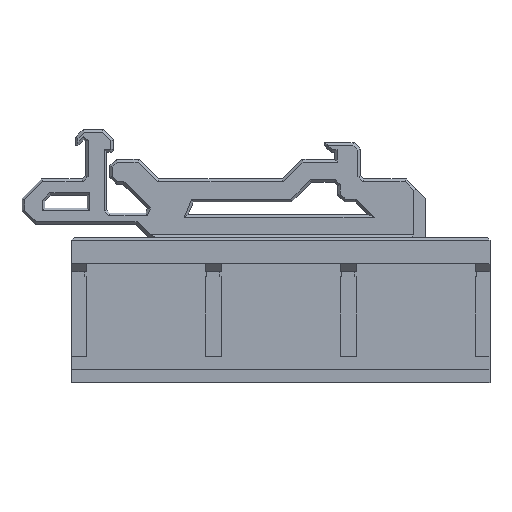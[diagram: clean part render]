
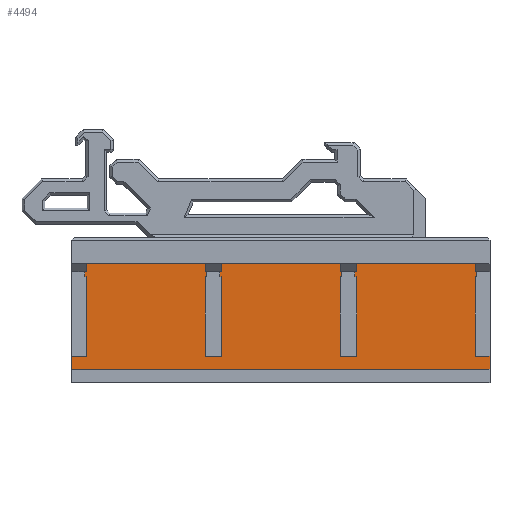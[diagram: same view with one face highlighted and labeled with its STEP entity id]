
A CAD part, top view. The second image highlights one B-rep face of the part: STEP entity #4494.
In plain terms, the highlighted planar face has unit normal (0, 0, 1).
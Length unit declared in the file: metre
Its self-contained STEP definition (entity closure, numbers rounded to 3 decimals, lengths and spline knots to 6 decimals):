
#78=FACE_OUTER_BOUND('',#346,.T.);
#346=EDGE_LOOP('',(#3255,#3256,#3257,#3258,#3259,#3260,#3261,#3262,#3263,
#3264,#3265,#3266,#3267,#3268,#3269,#3270));
#726=LINE('',#6511,#1369);
#755=LINE('',#6570,#1398);
#778=LINE('',#6619,#1421);
#799=LINE('',#6660,#1442);
#826=LINE('',#6711,#1469);
#848=LINE('',#6752,#1491);
#849=LINE('',#6754,#1492);
#850=LINE('',#6755,#1493);
#851=LINE('',#6756,#1494);
#852=LINE('',#6758,#1495);
#853=LINE('',#6760,#1496);
#854=LINE('',#6762,#1497);
#855=LINE('',#6763,#1498);
#856=LINE('',#6765,#1499);
#857=LINE('',#6767,#1500);
#858=LINE('',#6768,#1501);
#1369=VECTOR('',#5200,1.);
#1398=VECTOR('',#5241,1.);
#1421=VECTOR('',#5274,1.);
#1442=VECTOR('',#5303,1.);
#1469=VECTOR('',#5342,1.);
#1491=VECTOR('',#5380,1.);
#1492=VECTOR('',#5381,1.);
#1493=VECTOR('',#5382,1.);
#1494=VECTOR('',#5383,1.);
#1495=VECTOR('',#5384,1.);
#1496=VECTOR('',#5385,1.);
#1497=VECTOR('',#5386,1.);
#1498=VECTOR('',#5387,1.);
#1499=VECTOR('',#5388,1.);
#1500=VECTOR('',#5389,1.);
#1501=VECTOR('',#5390,1.);
#1997=VERTEX_POINT('',#6508);
#1998=VERTEX_POINT('',#6510);
#2021=VERTEX_POINT('',#6567);
#2022=VERTEX_POINT('',#6569);
#2041=VERTEX_POINT('',#6615);
#2043=VERTEX_POINT('',#6618);
#2057=VERTEX_POINT('',#6656);
#2059=VERTEX_POINT('',#6659);
#2075=VERTEX_POINT('',#6705);
#2088=VERTEX_POINT('',#6751);
#2089=VERTEX_POINT('',#6753);
#2090=VERTEX_POINT('',#6757);
#2091=VERTEX_POINT('',#6759);
#2092=VERTEX_POINT('',#6761);
#2093=VERTEX_POINT('',#6764);
#2094=VERTEX_POINT('',#6766);
#2403=EDGE_CURVE('',#1998,#1997,#726,.T.);
#2432=EDGE_CURVE('',#2021,#2022,#755,.T.);
#2455=EDGE_CURVE('',#2041,#2043,#778,.T.);
#2476=EDGE_CURVE('',#2057,#2059,#799,.T.);
#2503=EDGE_CURVE('',#1998,#2075,#826,.T.);
#2525=EDGE_CURVE('',#2088,#2057,#848,.T.);
#2526=EDGE_CURVE('',#2088,#2089,#849,.T.);
#2527=EDGE_CURVE('',#2089,#2075,#850,.T.);
#2528=EDGE_CURVE('',#2022,#1997,#851,.T.);
#2529=EDGE_CURVE('',#2090,#2021,#852,.T.);
#2530=EDGE_CURVE('',#2091,#2090,#853,.T.);
#2531=EDGE_CURVE('',#2091,#2092,#854,.T.);
#2532=EDGE_CURVE('',#2092,#2043,#855,.T.);
#2533=EDGE_CURVE('',#2093,#2041,#856,.T.);
#2534=EDGE_CURVE('',#2093,#2094,#857,.T.);
#2535=EDGE_CURVE('',#2094,#2059,#858,.T.);
#3255=ORIENTED_EDGE('',*,*,#2525,.F.);
#3256=ORIENTED_EDGE('',*,*,#2526,.T.);
#3257=ORIENTED_EDGE('',*,*,#2527,.T.);
#3258=ORIENTED_EDGE('',*,*,#2503,.F.);
#3259=ORIENTED_EDGE('',*,*,#2403,.T.);
#3260=ORIENTED_EDGE('',*,*,#2528,.F.);
#3261=ORIENTED_EDGE('',*,*,#2432,.F.);
#3262=ORIENTED_EDGE('',*,*,#2529,.F.);
#3263=ORIENTED_EDGE('',*,*,#2530,.F.);
#3264=ORIENTED_EDGE('',*,*,#2531,.T.);
#3265=ORIENTED_EDGE('',*,*,#2532,.T.);
#3266=ORIENTED_EDGE('',*,*,#2455,.F.);
#3267=ORIENTED_EDGE('',*,*,#2533,.F.);
#3268=ORIENTED_EDGE('',*,*,#2534,.T.);
#3269=ORIENTED_EDGE('',*,*,#2535,.T.);
#3270=ORIENTED_EDGE('',*,*,#2476,.F.);
#4234=PLANE('',#4774);
#4494=ADVANCED_FACE('',(#78),#4234,.T.);
#4774=AXIS2_PLACEMENT_3D('',#6750,#5378,#5379);
#5200=DIRECTION('',(0.,-1.,0.));
#5241=DIRECTION('',(0.,-1.,0.));
#5274=DIRECTION('',(1.,0.,0.));
#5303=DIRECTION('',(1.,0.,0.));
#5342=DIRECTION('',(1.,0.,0.));
#5378=DIRECTION('center_axis',(0.,0.,1.));
#5379=DIRECTION('ref_axis',(1.,0.,0.));
#5380=DIRECTION('',(0.,-1.,0.));
#5381=DIRECTION('',(-1.,0.,0.));
#5382=DIRECTION('',(0.,-1.,0.));
#5383=DIRECTION('',(-1.,0.,0.));
#5384=DIRECTION('',(1.,0.,0.));
#5385=DIRECTION('',(0.,-1.,0.));
#5386=DIRECTION('',(-1.,0.,0.));
#5387=DIRECTION('',(0.,-1.,0.));
#5388=DIRECTION('',(0.,-1.,0.));
#5389=DIRECTION('',(-1.,0.,0.));
#5390=DIRECTION('',(0.,-1.,0.));
#6508=CARTESIAN_POINT('',(-0.032125,0.002,0.002));
#6510=CARTESIAN_POINT('',(-0.032125,0.004,0.002));
#6511=CARTESIAN_POINT('',(-0.032125,0.007125,0.002));
#6567=CARTESIAN_POINT('',(0.032125,0.004,0.002));
#6569=CARTESIAN_POINT('',(0.032125,0.002,0.002));
#6570=CARTESIAN_POINT('',(0.032125,0.007125,0.002));
#6615=CARTESIAN_POINT('',(0.009375,0.004,0.002));
#6618=CARTESIAN_POINT('',(0.011375,0.004,0.002));
#6619=CARTESIAN_POINT('',(0.010375,0.004,0.002));
#6656=CARTESIAN_POINT('',(-0.011375,0.004,0.002));
#6659=CARTESIAN_POINT('',(-0.009375,0.004,0.002));
#6660=CARTESIAN_POINT('',(-0.010375,0.004,0.002));
#6705=CARTESIAN_POINT('',(-0.030125,0.004,0.002));
#6711=CARTESIAN_POINT('',(-0.031,0.004,0.002));
#6750=CARTESIAN_POINT('Origin',(0.,0.011125,0.002));
#6751=CARTESIAN_POINT('',(-0.011375,0.02025,0.002));
#6752=CARTESIAN_POINT('',(-0.011375,0.011125,0.002));
#6753=CARTESIAN_POINT('',(-0.030125,0.02025,0.002));
#6754=CARTESIAN_POINT('',(-0.02075,0.02025,0.002));
#6755=CARTESIAN_POINT('',(-0.030125,0.011125,0.002));
#6756=CARTESIAN_POINT('',(0.,0.002,0.002));
#6757=CARTESIAN_POINT('',(0.030125,0.004,0.002));
#6758=CARTESIAN_POINT('',(0.031,0.004,0.002));
#6759=CARTESIAN_POINT('',(0.030125,0.02025,0.002));
#6760=CARTESIAN_POINT('',(0.030125,0.011125,0.002));
#6761=CARTESIAN_POINT('',(0.011375,0.02025,0.002));
#6762=CARTESIAN_POINT('',(0.02075,0.02025,0.002));
#6763=CARTESIAN_POINT('',(0.011375,0.011125,0.002));
#6764=CARTESIAN_POINT('',(0.009375,0.02025,0.002));
#6765=CARTESIAN_POINT('',(0.009375,0.011125,0.002));
#6766=CARTESIAN_POINT('',(-0.009375,0.02025,0.002));
#6767=CARTESIAN_POINT('',(0.,0.02025,0.002));
#6768=CARTESIAN_POINT('',(-0.009375,0.011125,0.002));
